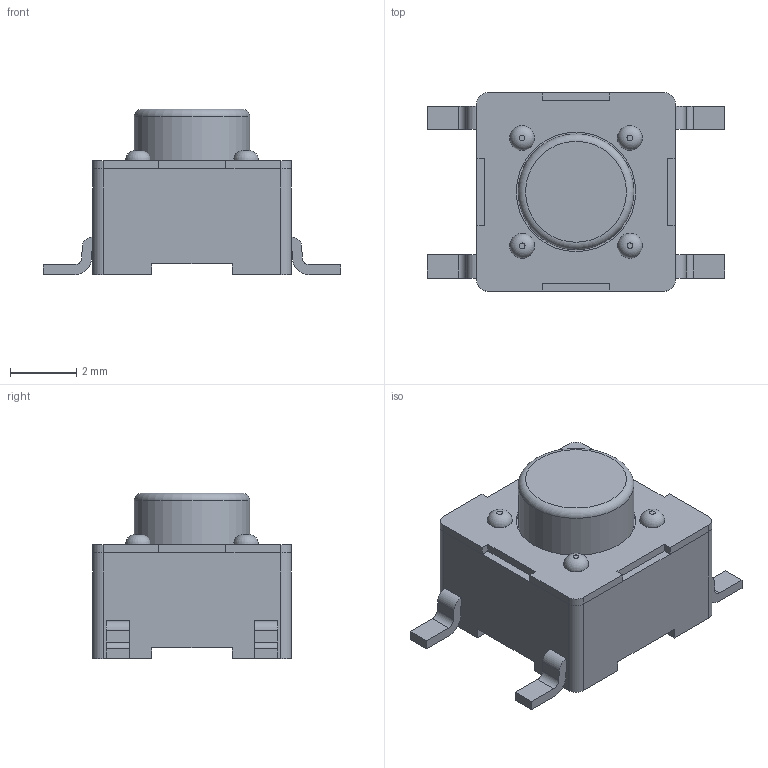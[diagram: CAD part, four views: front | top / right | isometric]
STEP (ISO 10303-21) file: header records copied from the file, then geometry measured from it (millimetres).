
FILE_DESCRIPTION(/* description */ ('Unknown'),/* implementation_level */ '2;1');
FILE_NAME(/* name */ 'PTS645SL50SMTR92LFS',/* time_stamp */ '2023-05-23T15:33:30+02:00',/* author */ ('Unknown'),/* organization */ ('Unknown'),/* preprocessor_version */ 'ST-DEVELOPER v18.102',/* originating_system */ 'Solid Edge',/* authorisation */ 'Unknown');
FILE_SCHEMA (('AUTOMOTIVE_DESIGN {1 0 10303 214 3 1 1}'));
Length unit declared in the file: millimetre
Products named in the file (1): PTS645SL50SMTR92LFS
Bounding box: 9 x 6 x 5 mm (x, y, z)
Volume: 132.6 mm3; surface area: 191.6 mm2
Topology: 1 solids, 1 shells, 115 faces, 292 edges, 189 vertices
Faces by surface type: plane 84, cylinder 26, torus 5
Full cylindrical faces by diameter (mm): 0.75 x4, 3.5 x1, 3.611 x1
Entity records: 4161 total; most frequent: CARTESIAN_POINT 578, DIRECTION 562, ORIENTED_EDGE 554, EDGE_CURVE 277, LINE 224, VECTOR 224, VERTEX_POINT 185, AXIS2_PLACEMENT_3D 169
